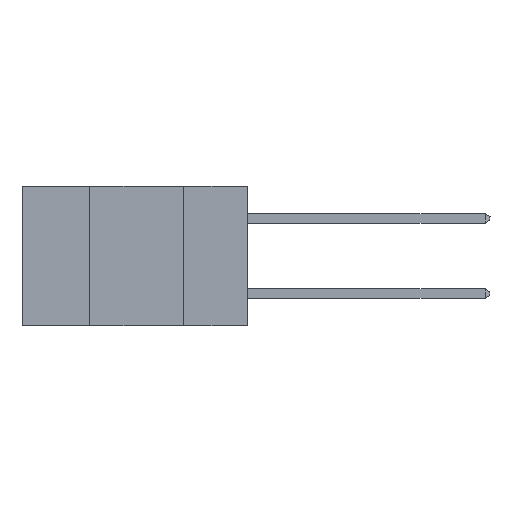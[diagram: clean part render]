
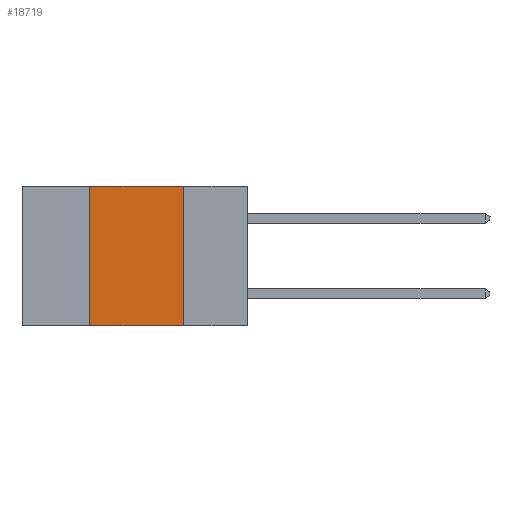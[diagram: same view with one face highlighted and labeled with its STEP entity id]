
A CAD part, left-side view. The second image highlights one B-rep face of the part: STEP entity #18719.
In plain terms, the highlighted planar face has unit normal (-1, 0, 0).
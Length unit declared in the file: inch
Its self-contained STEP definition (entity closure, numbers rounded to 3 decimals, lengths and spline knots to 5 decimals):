
#387 = ORIENTED_EDGE ( 'NONE', *, *, #14394, .F. ) ;
#1061 = EDGE_CURVE ( 'NONE', #24846, #1325, #15464, .T. ) ;
#1209 = CARTESIAN_POINT ( 'NONE',  ( 0., 0.17, -0.37 ) ) ;
#1268 = LINE ( 'NONE', #10485, #21284 ) ;
#1325 = VERTEX_POINT ( 'NONE', #1209 ) ;
#1484 = DIRECTION ( 'NONE',  ( 0., 0., 1. ) ) ;
#1715 = EDGE_CURVE ( 'NONE', #29061, #24846, #1268, .T. ) ;
#4631 = AXIS2_PLACEMENT_3D ( 'NONE', #26490, #5593, #7939 ) ;
#5593 = DIRECTION ( 'NONE',  ( 1., 0., 0. ) ) ;
#5889 = DIRECTION ( 'NONE',  ( 0., -1., 0. ) ) ;
#6887 = CARTESIAN_POINT ( 'NONE',  ( 0., 0.42, -0.37 ) ) ;
#6919 = VECTOR ( 'NONE', #1484, 39.37008 ) ;
#7939 = DIRECTION ( 'NONE',  ( 0., 0., -1. ) ) ;
#8071 = FACE_OUTER_BOUND ( 'NONE', #13394, .T. ) ;
#10485 = CARTESIAN_POINT ( 'NONE',  ( 0., 0.6, 0. ) ) ;
#13058 = ORIENTED_EDGE ( 'NONE', *, *, #23928, .T. ) ;
#13394 = EDGE_LOOP ( 'NONE', ( #16567, #25042, #387, #13058 ) ) ;
#14394 = EDGE_CURVE ( 'NONE', #24351, #29061, #24088, .T. ) ;
#14486 = CARTESIAN_POINT ( 'NONE',  ( 0., 0.42, 0. ) ) ;
#15464 = LINE ( 'NONE', #23373, #28231 ) ;
#16084 = DIRECTION ( 'NONE',  ( 0., -1., 0. ) ) ;
#16495 = CARTESIAN_POINT ( 'NONE',  ( 0., 0.6, -0.37 ) ) ;
#16567 = ORIENTED_EDGE ( 'NONE', *, *, #1061, .F. ) ;
#18260 = CARTESIAN_POINT ( 'NONE',  ( 0., 0.17, 0. ) ) ;
#18363 = DIRECTION ( 'NONE',  ( 0., 0., -1. ) ) ;
#18719 = ADVANCED_FACE ( 'NONE', ( #8071 ), #19465, .F. ) ;
#19465 = PLANE ( 'NONE',  #4631 ) ;
#20849 = VECTOR ( 'NONE', #16084, 39.37008 ) ;
#21284 = VECTOR ( 'NONE', #5889, 39.37008 ) ;
#22155 = CARTESIAN_POINT ( 'NONE',  ( 0., 0.42, 0. ) ) ;
#23373 = CARTESIAN_POINT ( 'NONE',  ( 0., 0.17, 0. ) ) ;
#23928 = EDGE_CURVE ( 'NONE', #24351, #1325, #25628, .T. ) ;
#24088 = LINE ( 'NONE', #22155, #6919 ) ;
#24351 = VERTEX_POINT ( 'NONE', #6887 ) ;
#24846 = VERTEX_POINT ( 'NONE', #18260 ) ;
#25042 = ORIENTED_EDGE ( 'NONE', *, *, #1715, .F. ) ;
#25628 = LINE ( 'NONE', #16495, #20849 ) ;
#26490 = CARTESIAN_POINT ( 'NONE',  ( 0., 0.6, 0. ) ) ;
#28231 = VECTOR ( 'NONE', #18363, 39.37008 ) ;
#29061 = VERTEX_POINT ( 'NONE', #14486 ) ;
